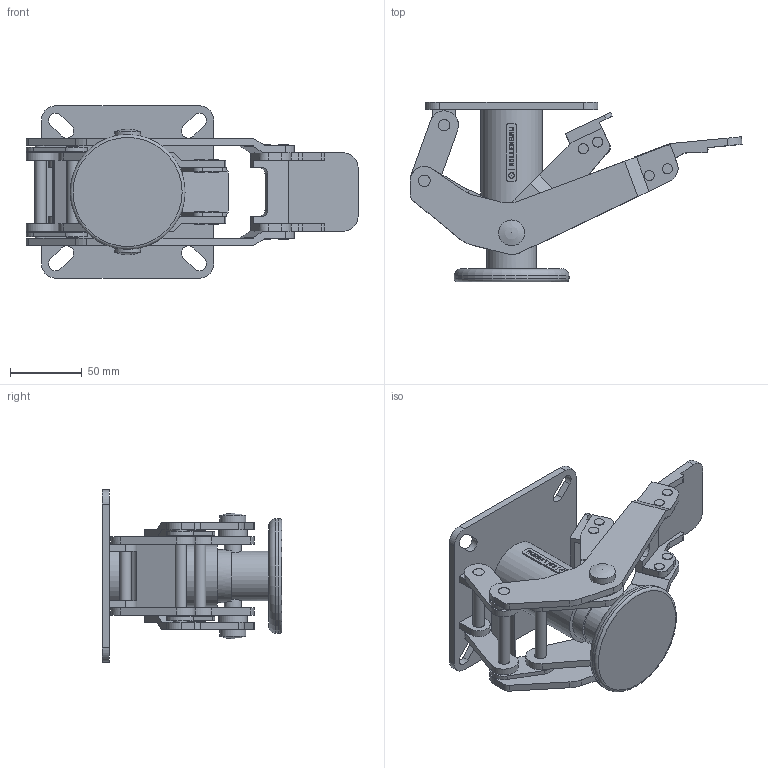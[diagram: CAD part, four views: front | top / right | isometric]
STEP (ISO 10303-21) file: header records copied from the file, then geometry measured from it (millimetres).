
FILE_DESCRIPTION(/* description */ ('STEP AP203'),/* implementation_level */ '2;1');
FILE_NAME(/* name */ 'TLCH 151_(125)',/* time_stamp */ '2025-08-30T18:41:12+02:00',/* author */ ('License CC BY-ND 4.0'),/* organization */ ('CADENAS'),/* preprocessor_version */ 'ST-DEVELOPER v19.3',/* originating_system */ 'PARTsolutions',/* authorisation */ ' ');
FILE_SCHEMA (('CONFIG_CONTROL_DESIGN'));
Length unit declared in the file: millimetre
Products named in the file (1): TLCH 151_(125)
Bounding box: 231.24 x 125 x 120 mm (x, y, z)
Volume: 420849.6 mm3; surface area: 129193.9 mm2
Topology: 1 solids, 1 shells, 394 faces, 1031 edges, 689 vertices
Faces by surface type: plane 248, cylinder 142, torus 2, sphere 2
Full cylindrical faces by diameter (mm): 0.32 x1, 3.84 x1, 4 x1, 7 x16, 8 x15, 12 x2, 18 x2, 20 x2, 34.5 x1, 37 x1, 43 x1, 80 x1
Entity records: 14592 total; most frequent: CARTESIAN_POINT 2165, DIRECTION 2012, ORIENTED_EDGE 1908, EDGE_CURVE 954, AXIS2_PLACEMENT_3D 688, VERTEX_POINT 660, LINE 636, VECTOR 636
